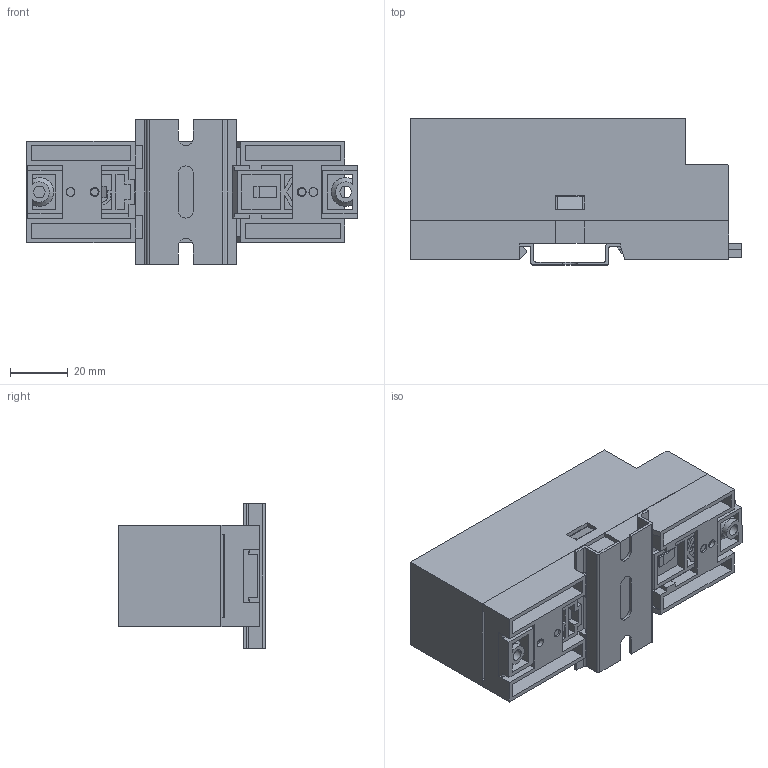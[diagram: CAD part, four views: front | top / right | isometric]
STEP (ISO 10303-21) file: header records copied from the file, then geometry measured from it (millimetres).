
FILE_DESCRIPTION (( 'STEP AP214' ), '1' );
FILE_NAME ('CEB-35-01.STEP', '2023-05-09T12:23:15', ( '' ), ( '' ), 'SwSTEP 2.0', 'SolidWorks 2017', '' );
FILE_SCHEMA (( 'AUTOMOTIVE_DESIGN' ));
Length unit declared in the file: millimetre
Products named in the file (10): Clip-Small; TopCover CEBC-35; Base plate - MDB-35 - New; Base PCB-MDP-35-01; Screw-smallest; Rail-50; CESP-35; CEB-35-01; Clip-Big; Screw-small
Assembly tree (13 placements, depth 2):
  CEB-35-01
    Base plate - MDB-35 - New
    Clip-Small
    Clip-Big
    Base PCB-MDP-35-01
    Rail-50
    Screw-small  x2
    CESP-35
    Screw-smallest  x4
    TopCover CEBC-35
Bounding box: 114.3 x 50.55 x 50 mm (x, y, z)
Volume: 45630.7 mm3; surface area: 65465.5 mm2
Topology: 13 solids, 13 shells, 660 faces, 1802 edges, 1172 vertices
Faces by surface type: plane 425, cylinder 157, cone 40, torus 22, bspline 16
Entity records: 18274 total; most frequent: CARTESIAN_POINT 3384, ORIENTED_EDGE 3064, DIRECTION 2908, EDGE_CURVE 1532, LINE 1166, VECTOR 1166, VERTEX_POINT 1005, AXIS2_PLACEMENT_3D 871
